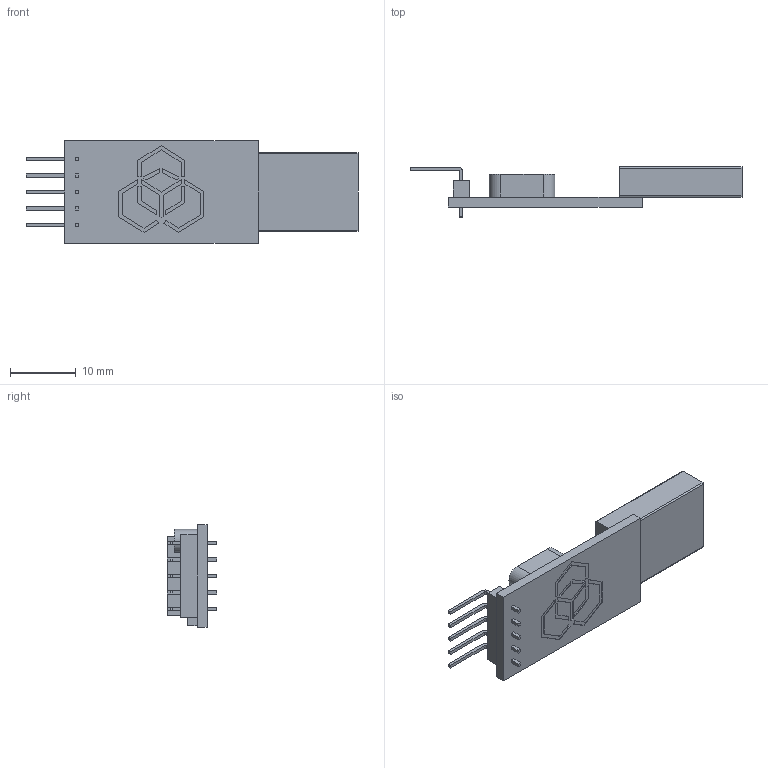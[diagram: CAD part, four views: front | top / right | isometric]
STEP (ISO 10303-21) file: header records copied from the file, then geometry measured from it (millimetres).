
FILE_DESCRIPTION (( 'STEP AP214' ), '1' );
FILE_NAME ('Ïðåîáðàçîâàòåëü USB - UART.STEP', '2015-11-08T12:18:52', ( '' ), ( '' ), 'SwSTEP 2.0', 'SolidWorks 2015', '' );
FILE_SCHEMA (( 'AUTOMOTIVE_DESIGN' ));
Length unit declared in the file: millimetre
Products named in the file (1): Ïðåîáðàçîâàòåëü USB - UART
Bounding box: 50.55 x 7.6 x 15.6 mm (x, y, z)
Volume: 1536.2 mm3; surface area: 3348.3 mm2
Topology: 11 solids, 11 shells, 190 faces, 462 edges, 308 vertices
Faces by surface type: plane 174, cylinder 16
Entity records: 6691 total; most frequent: CARTESIAN_POINT 961, ORIENTED_EDGE 924, DIRECTION 876, EDGE_CURVE 462, LINE 430, VECTOR 430, VERTEX_POINT 308, AXIS2_PLACEMENT_3D 223
